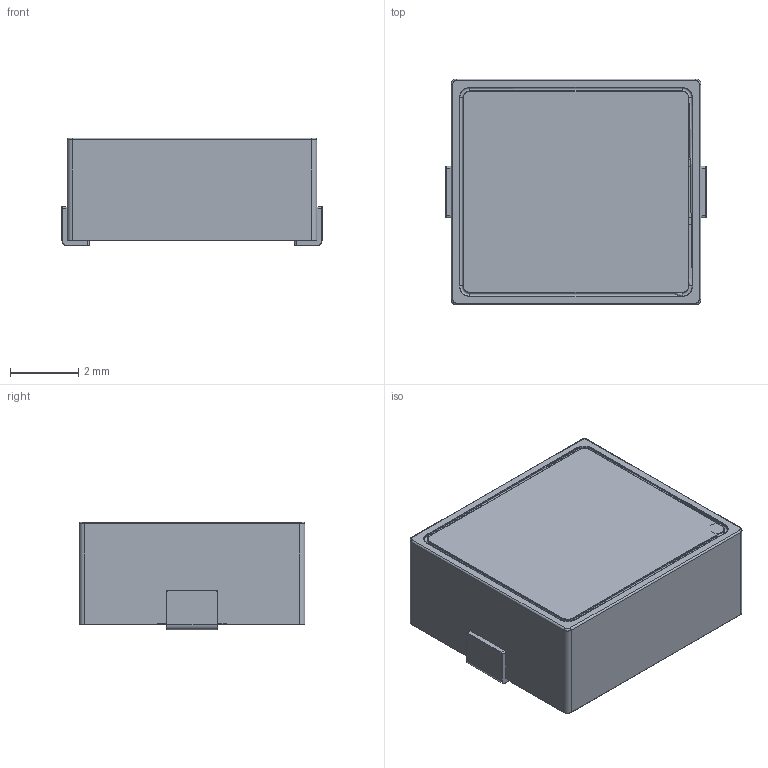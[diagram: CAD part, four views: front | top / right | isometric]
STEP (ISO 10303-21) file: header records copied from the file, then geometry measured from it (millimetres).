
FILE_DESCRIPTION (( 'STEP AP214' ), '1' );
FILE_NAME ('PCB1.STEP', '2023-04-21T16:52:40', ( 'user' ), ( '' ), 'SwSTEP 2.0', 'SolidWorks 2022', '' );
FILE_SCHEMA (( 'AUTOMOTIVE_DESIGN' ));
Length unit declared in the file: millimetre
Products named in the file (1): PCB1
Bounding box: 7.6 x 6.6 x 3.15 mm (x, y, z)
Volume: 145 mm3; surface area: 184.7 mm2
Topology: 1 solids, 1 shells, 145 faces, 340 edges, 197 vertices
Faces by surface type: cylinder 70, torus 40, plane 35
Entity records: 4652 total; most frequent: CARTESIAN_POINT 1801, ORIENTED_EDGE 676, EDGE_CURVE 338, B_SPLINE_CURVE_WITH_KNOTS 337, DIRECTION 294, VERTEX_POINT 196, AXIS2_PLACEMENT_3D 147, EDGE_LOOP 146
